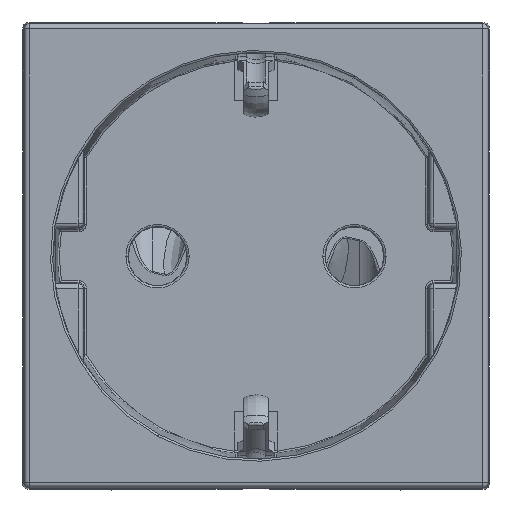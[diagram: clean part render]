
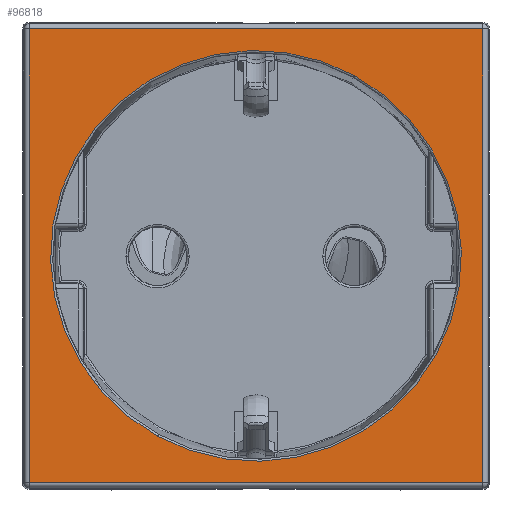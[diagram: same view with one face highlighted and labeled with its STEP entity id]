
A CAD part, top view. The second image highlights one B-rep face of the part: STEP entity #96818.
In plain terms, the highlighted planar face has unit normal (0, 0, 1).
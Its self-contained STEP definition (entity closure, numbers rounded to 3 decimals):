
#96773=AXIS2_PLACEMENT_3D('Plane Axis2P3D',#96770,#96771,#96772) ;
#96802=AXIS2_PLACEMENT_3D('Circle Axis2P3D',#96800,#96801,$) ;
#96811=AXIS2_PLACEMENT_3D('Circle Axis2P3D',#96809,#96810,$) ;
#96382=CARTESIAN_POINT('Vertex',(-21.899,21.899,9.9)) ;
#96389=CARTESIAN_POINT('Vertex',(-21.899,-21.899,9.9)) ;
#96392=CARTESIAN_POINT('Line Origine',(-21.899,0.,9.9)) ;
#96770=CARTESIAN_POINT('Axis2P3D Location',(0.,0.,9.9)) ;
#96775=CARTESIAN_POINT('Line Origine',(0.,21.899,9.9)) ;
#96779=CARTESIAN_POINT('Vertex',(21.899,21.899,9.9)) ;
#96782=CARTESIAN_POINT('Line Origine',(0.,-21.899,9.9)) ;
#96786=CARTESIAN_POINT('Vertex',(21.899,-21.899,9.9)) ;
#96789=CARTESIAN_POINT('Line Origine',(21.899,0.,9.9)) ;
#96800=CARTESIAN_POINT('Axis2P3D Location',(0.,0.,9.9)) ;
#96804=CARTESIAN_POINT('Vertex',(9.502,17.393,9.9)) ;
#96806=CARTESIAN_POINT('Vertex',(-9.502,-17.393,9.9)) ;
#96809=CARTESIAN_POINT('Axis2P3D Location',(0.,0.,9.9)) ;
#96393=DIRECTION('Vector Direction',(0.,-1.,0.)) ;
#96771=DIRECTION('Axis2P3D Direction',(0.,0.,1.)) ;
#96772=DIRECTION('Axis2P3D XDirection',(1.,0.,0.)) ;
#96776=DIRECTION('Vector Direction',(-1.,0.,0.)) ;
#96783=DIRECTION('Vector Direction',(1.,0.,0.)) ;
#96790=DIRECTION('Vector Direction',(0.,1.,0.)) ;
#96801=DIRECTION('Axis2P3D Direction',(0.,0.,1.)) ;
#96810=DIRECTION('Axis2P3D Direction',(0.,0.,1.)) ;
#96394=VECTOR('Line Direction',#96393,1.) ;
#96777=VECTOR('Line Direction',#96776,1.) ;
#96784=VECTOR('Line Direction',#96783,1.) ;
#96791=VECTOR('Line Direction',#96790,1.) ;
#96795=ORIENTED_EDGE('',*,*,#96781,.T.) ;
#96796=ORIENTED_EDGE('',*,*,#96396,.T.) ;
#96797=ORIENTED_EDGE('',*,*,#96788,.T.) ;
#96798=ORIENTED_EDGE('',*,*,#96793,.T.) ;
#96815=ORIENTED_EDGE('',*,*,#96808,.T.) ;
#96816=ORIENTED_EDGE('',*,*,#96813,.T.) ;
#96817=FACE_BOUND('',#96814,.T.) ;
#96818=ADVANCED_FACE('Body.2',(#96799,#96817),#96774,.T.) ;
#96803=CIRCLE('generated circle',#96802,19.819) ;
#96812=CIRCLE('generated circle',#96811,19.819) ;
#96396=EDGE_CURVE('',#96383,#96390,#96395,.T.) ;
#96781=EDGE_CURVE('',#96780,#96383,#96778,.T.) ;
#96788=EDGE_CURVE('',#96390,#96787,#96785,.T.) ;
#96793=EDGE_CURVE('',#96787,#96780,#96792,.T.) ;
#96808=EDGE_CURVE('',#96805,#96807,#96803,.F.) ;
#96813=EDGE_CURVE('',#96807,#96805,#96812,.F.) ;
#96794=EDGE_LOOP('',(#96795,#96796,#96797,#96798)) ;
#96814=EDGE_LOOP('',(#96815,#96816)) ;
#96799=FACE_OUTER_BOUND('',#96794,.T.) ;
#96395=LINE('Line',#96392,#96394) ;
#96778=LINE('Line',#96775,#96777) ;
#96785=LINE('Line',#96782,#96784) ;
#96792=LINE('Line',#96789,#96791) ;
#96774=PLANE('',#96773) ;
#96383=VERTEX_POINT('',#96382) ;
#96390=VERTEX_POINT('',#96389) ;
#96780=VERTEX_POINT('',#96779) ;
#96787=VERTEX_POINT('',#96786) ;
#96805=VERTEX_POINT('',#96804) ;
#96807=VERTEX_POINT('',#96806) ;
